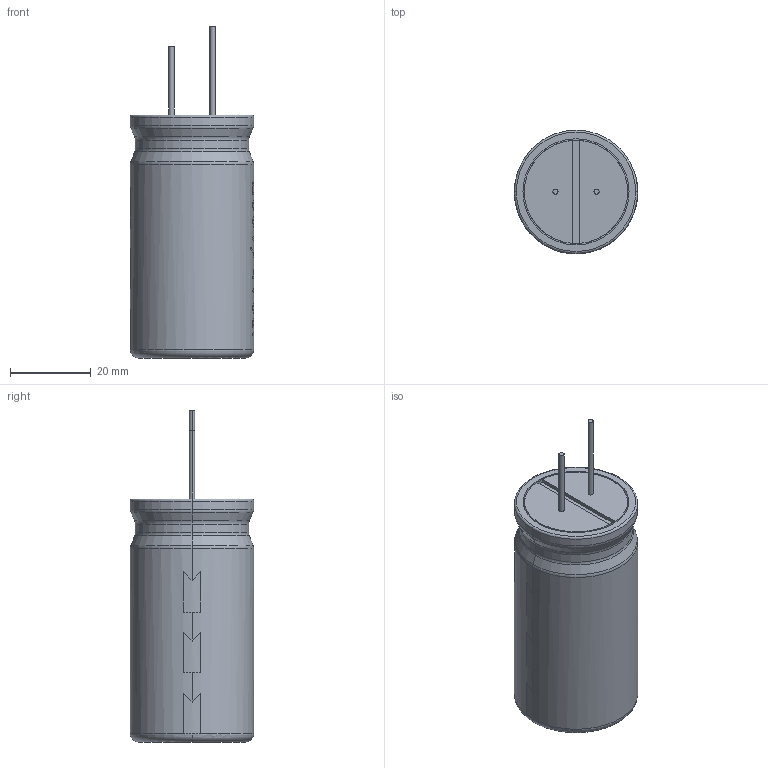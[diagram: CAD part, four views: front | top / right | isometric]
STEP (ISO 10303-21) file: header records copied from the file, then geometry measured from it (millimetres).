
FILE_DESCRIPTION (( 'STEP AP214' ), '1' );
FILE_NAME ('錨璃2.STEP', '2012-05-25T09:08:07', ( '' ), ( '' ), 'SwSTEP 2.0', 'SolidWorks 2012', '' );
FILE_SCHEMA (( 'AUTOMOTIVE_DESIGN' ));
Length unit declared in the file: millimetre
Products named in the file (1): 錨璃2
Bounding box: 30.48 x 30.48 x 82 mm (x, y, z)
Volume: 42999.4 mm3; surface area: 7464.4 mm2
Topology: 3 solids, 3 shells, 81 faces, 350 edges, 279 vertices
Faces by surface type: cylinder 51, plane 14, torus 12, cone 4
Entity records: 5512 total; most frequent: CARTESIAN_POINT 2179, ORIENTED_EDGE 700, DIRECTION 390, EDGE_CURVE 350, VERTEX_POINT 279, AXIS2_PLACEMENT_3D 158, B_SPLINE_CURVE_WITH_KNOTS 99, EDGE_LOOP 85
